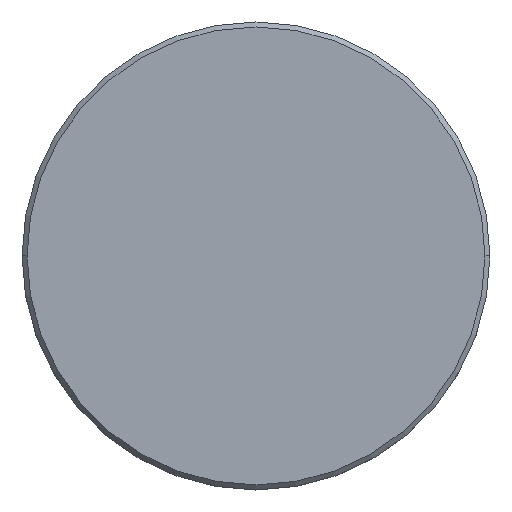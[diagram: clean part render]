
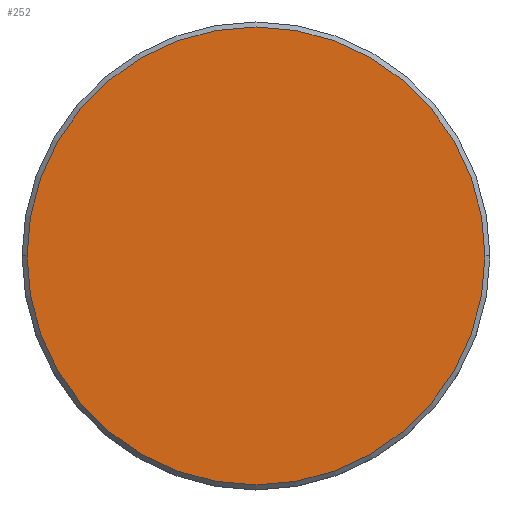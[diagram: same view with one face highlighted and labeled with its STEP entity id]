
A CAD part, top view. The second image highlights one B-rep face of the part: STEP entity #252.
In plain terms, the highlighted planar face has unit normal (0, 0, 1).
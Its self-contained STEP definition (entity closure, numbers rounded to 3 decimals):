
#104 = AXIS2_PLACEMENT_3D ( 'NONE', #923, #119, #928 ) ;
#119 = DIRECTION ( 'NONE',  ( 0., 0., 1. ) ) ;
#123 = CIRCLE ( 'NONE', #1151, 23. ) ;
#238 = CARTESIAN_POINT ( 'NONE',  ( 0., 0., 0. ) ) ;
#240 = CIRCLE ( 'NONE', #104, 23. ) ;
#252 = ADVANCED_FACE ( 'NONE', ( #1140 ), #524, .T. ) ;
#422 = DIRECTION ( 'NONE',  ( 1., 0., 0. ) ) ;
#438 = DIRECTION ( 'NONE',  ( 0., 0., 1. ) ) ;
#446 = VERTEX_POINT ( 'NONE', #491 ) ;
#471 = VERTEX_POINT ( 'NONE', #567 ) ;
#491 = CARTESIAN_POINT ( 'NONE',  ( -23., 0., 0. ) ) ;
#504 = ORIENTED_EDGE ( 'NONE', *, *, #1101, .T. ) ;
#516 = CARTESIAN_POINT ( 'NONE',  ( 0., 0., 0. ) ) ;
#524 = PLANE ( 'NONE',  #1046 ) ;
#567 = CARTESIAN_POINT ( 'NONE',  ( 23., 0., 0. ) ) ;
#569 = EDGE_LOOP ( 'NONE', ( #504, #741 ) ) ;
#711 = EDGE_CURVE ( 'NONE', #471, #446, #123, .T. ) ;
#741 = ORIENTED_EDGE ( 'NONE', *, *, #711, .T. ) ;
#923 = CARTESIAN_POINT ( 'NONE',  ( 0., 0., 0. ) ) ;
#928 = DIRECTION ( 'NONE',  ( 1., 0., 0. ) ) ;
#978 = DIRECTION ( 'NONE',  ( 0., 0., 1. ) ) ;
#1046 = AXIS2_PLACEMENT_3D ( 'NONE', #238, #438, #1147 ) ;
#1101 = EDGE_CURVE ( 'NONE', #446, #471, #240, .T. ) ;
#1140 = FACE_OUTER_BOUND ( 'NONE', #569, .T. ) ;
#1147 = DIRECTION ( 'NONE',  ( 1., 0., 0. ) ) ;
#1151 = AXIS2_PLACEMENT_3D ( 'NONE', #516, #978, #422 ) ;
